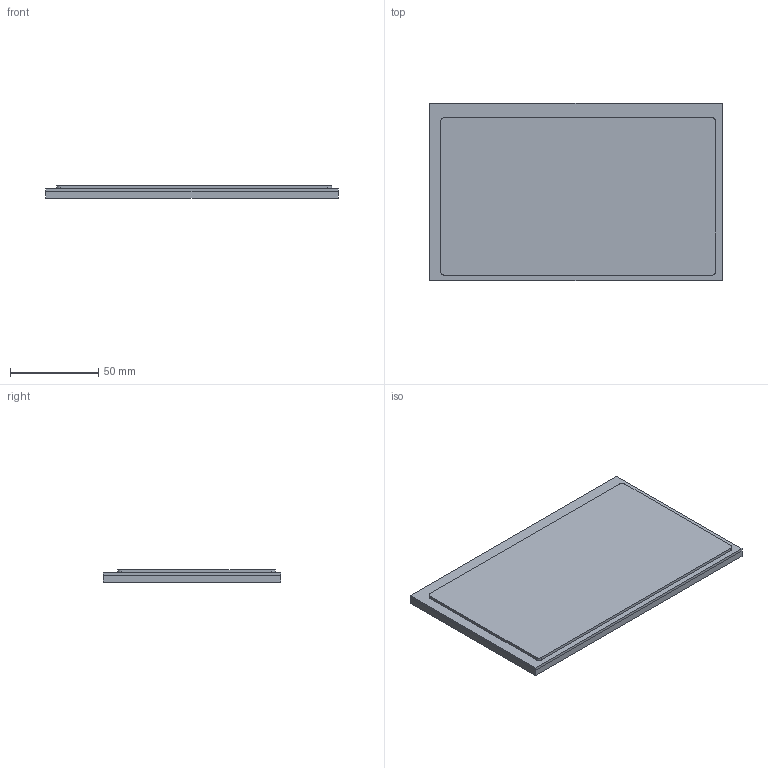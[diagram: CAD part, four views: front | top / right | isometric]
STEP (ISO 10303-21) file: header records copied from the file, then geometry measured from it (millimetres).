
FILE_DESCRIPTION(('FreeCAD Model'),'2;1');
FILE_NAME('Z2_display_nopcb.step', '2021-10-09T01:05:15',('Author'),(''), 'Open CASCADE STEP processor 6.9','FreeCAD','Unknown');
FILE_SCHEMA(('AUTOMOTIVE_DESIGN { 1 0 10303 214 1 1 1 1 }'));
Length unit declared in the file: millimetre
Products named in the file (4): ASSEMBLY; Fillet; Touch_Surface; Panel_LCD
Assembly tree (3 placements, depth 2):
  ASSEMBLY
    Fillet
    Touch_Surface
    Panel_LCD
Bounding box: 165.2 x 100.2 x 6.9 mm (x, y, z)
Volume: 109867.7 mm3; surface area: 97472.4 mm2
Topology: 3 solids, 3 shells, 22 faces, 48 edges, 32 vertices
Faces by surface type: plane 18, cylinder 4
Entity records: 1390 total; most frequent: CARTESIAN_POINT 226, DIRECTION 200, LINE 128, VECTOR 128, ORIENTED_EDGE 96, PCURVE 96, DEFINITIONAL_REPRESENTATION 96, EDGE_CURVE 48
